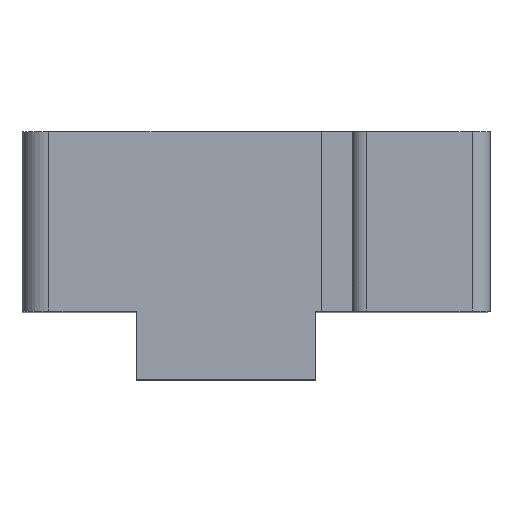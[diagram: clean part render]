
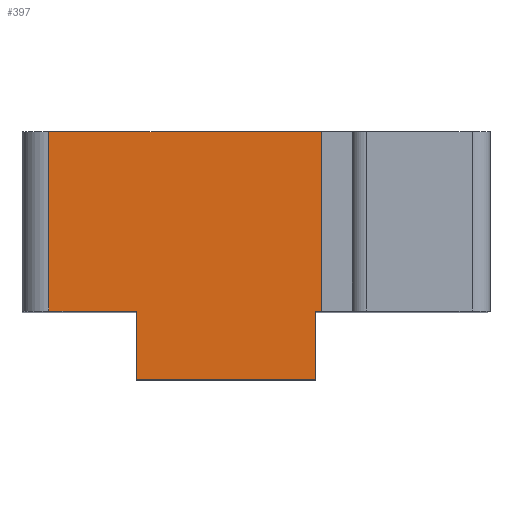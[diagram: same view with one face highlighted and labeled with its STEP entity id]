
A CAD part, top view. The second image highlights one B-rep face of the part: STEP entity #397.
In plain terms, the highlighted planar face has unit normal (0, 0, 1).
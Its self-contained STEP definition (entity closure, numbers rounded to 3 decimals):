
#25 = EDGE_CURVE ( 'NONE', #1896, #408, #2061, .T. ) ;
#50 = CARTESIAN_POINT ( 'NONE',  ( 3.579, 0., 27.56 ) ) ;
#138 = ORIENTED_EDGE ( 'NONE', *, *, #499, .F. ) ;
#183 = ORIENTED_EDGE ( 'NONE', *, *, #960, .F. ) ;
#275 = VECTOR ( 'NONE', #1332, 1000. ) ;
#285 = LINE ( 'NONE', #987, #2479 ) ;
#315 = DIRECTION ( 'NONE',  ( -1., 0., 0. ) ) ;
#397 = ADVANCED_FACE ( 'NONE', ( #2286 ), #1417, .F. ) ;
#408 = VERTEX_POINT ( 'NONE', #2606 ) ;
#448 = CARTESIAN_POINT ( 'NONE',  ( -13.121, 0., 27.56 ) ) ;
#499 = EDGE_CURVE ( 'NONE', #408, #2781, #1573, .T. ) ;
#507 = CARTESIAN_POINT ( 'NONE',  ( 3.279, 10., 27.56 ) ) ;
#520 = CARTESIAN_POINT ( 'NONE',  ( 3.279, -3.8, 27.56 ) ) ;
#527 = ORIENTED_EDGE ( 'NONE', *, *, #25, .F. ) ;
#541 = DIRECTION ( 'NONE',  ( 0., 0., -1. ) ) ;
#723 = ORIENTED_EDGE ( 'NONE', *, *, #2416, .F. ) ;
#731 = VECTOR ( 'NONE', #1990, 1000. ) ;
#734 = DIRECTION ( 'NONE',  ( -1., 0., 0. ) ) ;
#877 = CARTESIAN_POINT ( 'NONE',  ( -11.621, 0., 27.56 ) ) ;
#911 = AXIS2_PLACEMENT_3D ( 'NONE', #2300, #541, #315 ) ;
#960 = EDGE_CURVE ( 'NONE', #2645, #1502, #2351, .T. ) ;
#987 = CARTESIAN_POINT ( 'NONE',  ( -6.721, 10., 27.56 ) ) ;
#1210 = LINE ( 'NONE', #2516, #1725 ) ;
#1289 = ORIENTED_EDGE ( 'NONE', *, *, #1329, .F. ) ;
#1308 = VECTOR ( 'NONE', #2506, 1000. ) ;
#1329 = EDGE_CURVE ( 'NONE', #2184, #2645, #1495, .T. ) ;
#1332 = DIRECTION ( 'NONE',  ( -1., 0., 0. ) ) ;
#1376 = VERTEX_POINT ( 'NONE', #1730 ) ;
#1399 = ORIENTED_EDGE ( 'NONE', *, *, #2791, .F. ) ;
#1401 = DIRECTION ( 'NONE',  ( -1., 0., 0. ) ) ;
#1417 = PLANE ( 'NONE',  #911 ) ;
#1495 = LINE ( 'NONE', #448, #275 ) ;
#1502 = VERTEX_POINT ( 'NONE', #1571 ) ;
#1526 = CARTESIAN_POINT ( 'NONE',  ( -6.721, 0., 27.56 ) ) ;
#1571 = CARTESIAN_POINT ( 'NONE',  ( -11.621, 10., 27.56 ) ) ;
#1573 = LINE ( 'NONE', #507, #2735 ) ;
#1628 = EDGE_LOOP ( 'NONE', ( #183, #1289, #1399, #723, #138, #527, #1741, #1820 ) ) ;
#1635 = CARTESIAN_POINT ( 'NONE',  ( 3.579, -4., 27.56 ) ) ;
#1725 = VECTOR ( 'NONE', #1401, 1000. ) ;
#1730 = CARTESIAN_POINT ( 'NONE',  ( 3.579, 10., 27.56 ) ) ;
#1741 = ORIENTED_EDGE ( 'NONE', *, *, #1786, .T. ) ;
#1786 = EDGE_CURVE ( 'NONE', #1896, #1376, #1872, .T. ) ;
#1797 = VECTOR ( 'NONE', #734, 1000. ) ;
#1820 = ORIENTED_EDGE ( 'NONE', *, *, #2185, .F. ) ;
#1842 = CARTESIAN_POINT ( 'NONE',  ( -13.121, 0., 27.56 ) ) ;
#1872 = LINE ( 'NONE', #1635, #1308 ) ;
#1896 = VERTEX_POINT ( 'NONE', #50 ) ;
#1990 = DIRECTION ( 'NONE',  ( 1., 0., 0. ) ) ;
#2002 = CARTESIAN_POINT ( 'NONE',  ( -6.721, -3.8, 27.56 ) ) ;
#2061 = LINE ( 'NONE', #1842, #1797 ) ;
#2079 = DIRECTION ( 'NONE',  ( 0., 1., 0. ) ) ;
#2184 = VERTEX_POINT ( 'NONE', #1526 ) ;
#2185 = EDGE_CURVE ( 'NONE', #1502, #1376, #2639, .T. ) ;
#2286 = FACE_OUTER_BOUND ( 'NONE', #1628, .T. ) ;
#2300 = CARTESIAN_POINT ( 'NONE',  ( -13.121, 10., 27.56 ) ) ;
#2351 = LINE ( 'NONE', #2848, #2603 ) ;
#2370 = VERTEX_POINT ( 'NONE', #2002 ) ;
#2416 = EDGE_CURVE ( 'NONE', #2781, #2370, #1210, .T. ) ;
#2479 = VECTOR ( 'NONE', #2079, 1000. ) ;
#2506 = DIRECTION ( 'NONE',  ( 0., 1., 0. ) ) ;
#2516 = CARTESIAN_POINT ( 'NONE',  ( -13.121, -3.8, 27.56 ) ) ;
#2592 = DIRECTION ( 'NONE',  ( 0., 1., 0. ) ) ;
#2603 = VECTOR ( 'NONE', #2592, 1000. ) ;
#2606 = CARTESIAN_POINT ( 'NONE',  ( 3.279, 0., 27.56 ) ) ;
#2607 = CARTESIAN_POINT ( 'NONE',  ( -0.121, 10., 27.56 ) ) ;
#2639 = LINE ( 'NONE', #2607, #731 ) ;
#2645 = VERTEX_POINT ( 'NONE', #877 ) ;
#2735 = VECTOR ( 'NONE', #2859, 1000. ) ;
#2781 = VERTEX_POINT ( 'NONE', #520 ) ;
#2791 = EDGE_CURVE ( 'NONE', #2370, #2184, #285, .T. ) ;
#2848 = CARTESIAN_POINT ( 'NONE',  ( -11.621, 10., 27.56 ) ) ;
#2859 = DIRECTION ( 'NONE',  ( 0., -1., 0. ) ) ;
